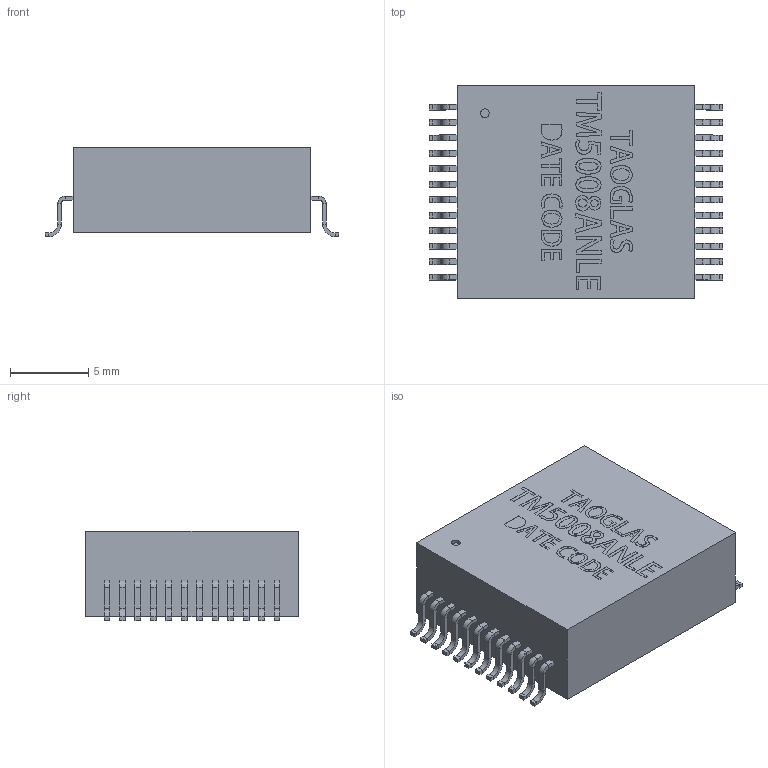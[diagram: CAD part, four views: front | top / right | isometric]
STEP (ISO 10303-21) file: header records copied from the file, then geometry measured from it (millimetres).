
FILE_DESCRIPTION (( 'STEP AP214' ), '1' );
FILE_NAME ('TM5008ANLE.STEP', '2022-11-04T10:38:56', ( '' ), ( '' ), 'SwSTEP 2.0', 'SolidWorks 2022', '' );
FILE_SCHEMA (( 'AUTOMOTIVE_DESIGN' ));
Length unit declared in the file: millimetre
Products named in the file (1): TM5008ANLE
Bounding box: 18.8 x 13.64 x 5.72 mm (x, y, z)
Volume: 1145.2 mm3; surface area: 844.7 mm2
Topology: 1 solids, 1 shells, 823 faces, 1896 edges, 1136 vertices
Faces by surface type: plane 609, bspline 116, cylinder 98
Entity records: 25573 total; most frequent: CARTESIAN_POINT 6584, ORIENTED_EDGE 3792, DIRECTION 3118, EDGE_CURVE 1896, VECTOR 1310, LINE 1310, VERTEX_POINT 1136, AXIS2_PLACEMENT_3D 904
